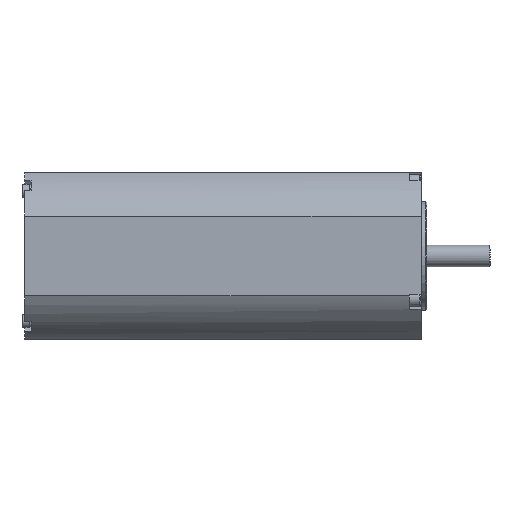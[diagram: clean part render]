
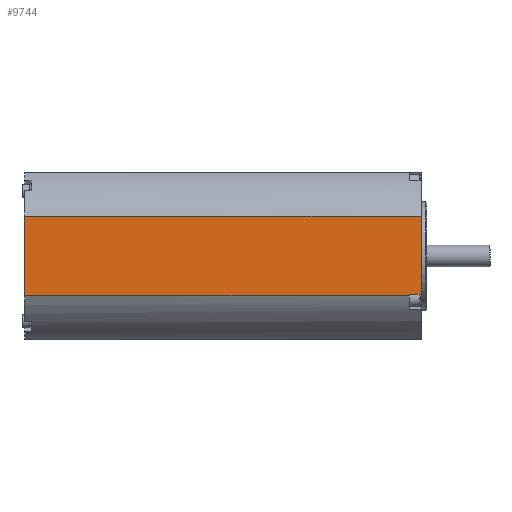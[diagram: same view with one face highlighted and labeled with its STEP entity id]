
A CAD part, front view. The second image highlights one B-rep face of the part: STEP entity #9744.
In plain terms, the highlighted planar face has unit normal (0, -1, 0).
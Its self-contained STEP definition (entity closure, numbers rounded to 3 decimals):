
#765=LINE($,#16373,#1442);
#776=LINE($,#16447,#1453);
#793=LINE($,#16507,#1470);
#799=LINE($,#16531,#1476);
#818=LINE($,#16605,#1495);
#819=LINE($,#16606,#1496);
#1442=VECTOR($,#13114,44.045);
#1453=VECTOR($,#13203,0.942);
#1470=VECTOR($,#13254,43.103);
#1476=VECTOR($,#13278,6.5);
#1495=VECTOR($,#13389,219.);
#1496=VECTOR($,#13390,212.5);
#1838=PLANE($,#10738);
#2749=FACE_OUTER_BOUND($,#3490,.T.);
#3490=EDGE_LOOP($,(#8530,#8531,#8532,#8533,#8534,#8535));
#4736=VERTEX_POINT($,#16370);
#4737=VERTEX_POINT($,#16372);
#4760=VERTEX_POINT($,#16444);
#4761=VERTEX_POINT($,#16446);
#4786=VERTEX_POINT($,#16504);
#4787=VERTEX_POINT($,#16506);
#5962=EDGE_CURVE($,#4737,#4736,#765,.T.);
#5997=EDGE_CURVE($,#4761,#4760,#776,.T.);
#6027=EDGE_CURVE($,#4786,#4787,#793,.T.);
#6040=EDGE_CURVE($,#4760,#4787,#799,.T.);
#6069=EDGE_CURVE($,#4737,#4786,#818,.T.);
#6070=EDGE_CURVE($,#4761,#4736,#819,.T.);
#8530=ORIENTED_EDGE($,*,*,#6069,.F.);
#8531=ORIENTED_EDGE($,*,*,#5962,.T.);
#8532=ORIENTED_EDGE($,*,*,#6070,.F.);
#8533=ORIENTED_EDGE($,*,*,#5997,.T.);
#8534=ORIENTED_EDGE($,*,*,#6040,.T.);
#8535=ORIENTED_EDGE($,*,*,#6027,.F.);
#9744=ADVANCED_FACE($,(#2749),#1838,.F.);
#10738=AXIS2_PLACEMENT_3D($,#16604,#13387,#13388);
#13114=DIRECTION($,(0.,0.,-1.));
#13203=DIRECTION($,(0.,0.,1.));
#13254=DIRECTION($,(0.,0.,-1.));
#13278=DIRECTION($,(1.,0.,0.));
#13387=DIRECTION('center_axis',(0.,1.,0.));
#13388=DIRECTION('ref_axis',(0.,0.,1.));
#13389=DIRECTION($,(1.,0.,0.));
#13390=DIRECTION($,(-1.,0.,0.));
#16370=CARTESIAN_POINT('',(-7.,-46.,-22.023));
#16372=CARTESIAN_POINT('',(-7.,-46.,22.023));
#16373=CARTESIAN_POINT($,(-7.,-46.,22.023));
#16444=CARTESIAN_POINT('',(205.5,-46.,-21.08));
#16446=CARTESIAN_POINT('',(205.5,-46.,-22.023));
#16447=CARTESIAN_POINT($,(205.5,-46.,-22.957));
#16504=CARTESIAN_POINT('',(212.,-46.,22.023));
#16506=CARTESIAN_POINT('',(212.,-46.,-21.08));
#16507=CARTESIAN_POINT($,(212.,-46.,-11.011));
#16531=CARTESIAN_POINT($,(212.,-46.,-21.08));
#16604=CARTESIAN_POINT('Origin',(0.,-46.,22.023));
#16605=CARTESIAN_POINT($,(100.,-46.,22.023));
#16606=CARTESIAN_POINT($,(0.,-46.,-22.023));
